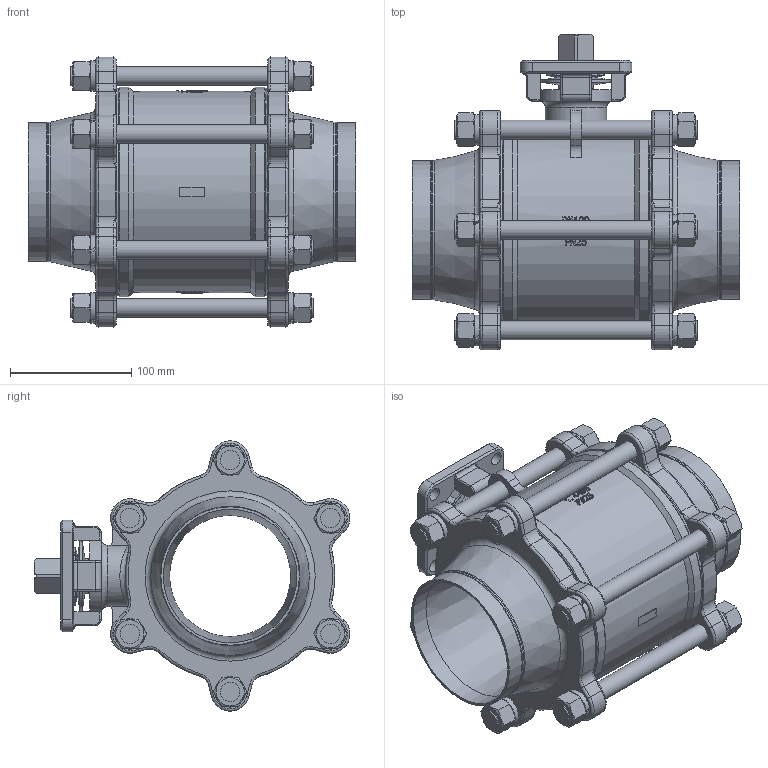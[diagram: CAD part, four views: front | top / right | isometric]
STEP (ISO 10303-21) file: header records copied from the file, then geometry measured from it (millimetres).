
FILE_DESCRIPTION (( 'STEP AP203' ), '1' );
FILE_NAME ('DVC-KV-L31-NPS4-嫖裝.STEP', '2026-03-26T05:50:37', ( '' ), ( '' ), 'SwSTEP 2.0', 'SolidWorks 2019', '' );
FILE_SCHEMA (( 'CONFIG_CONTROL_DESIGN' ));
Length unit declared in the file: millimetre
Products named in the file (1): DVC-KV-L31-NPS4-嫖裝
Bounding box: 270 x 260.43 x 223.08 mm (x, y, z)
Volume: 3216855 mm3; surface area: 492956.2 mm2
Topology: 38 solids, 38 shells, 1103 faces, 2677 edges, 1698 vertices
Faces by surface type: plane 482, cylinder 284, torus 121, bspline 117, cone 96, sphere 3
Full cylindrical faces by diameter (mm): 5 x1, 11 x4, 13.835 x12, 15.5 x6, 16 x12, 16.9 x12, 17.2 x2, 17.5 x12, 25.1 x12, 25.5 x1, 26.4 x1, 28.575 x1, 29 x2, 29.36 x2, 37 x1, 51 x1, 57.15 x2, 64 x1, 100 x1, 110.3 x2, 114.3 x2, 115 x2, 166 x1, 173 x2
Entity records: 62739 total; most frequent: CARTESIAN_POINT 38815, ORIENTED_EDGE 4896, DIRECTION 4634, EDGE_CURVE 2448, AXIS2_PLACEMENT_3D 1862, VERTEX_POINT 1643, EDGE_LOOP 1401, FACE_OUTER_BOUND 1194
